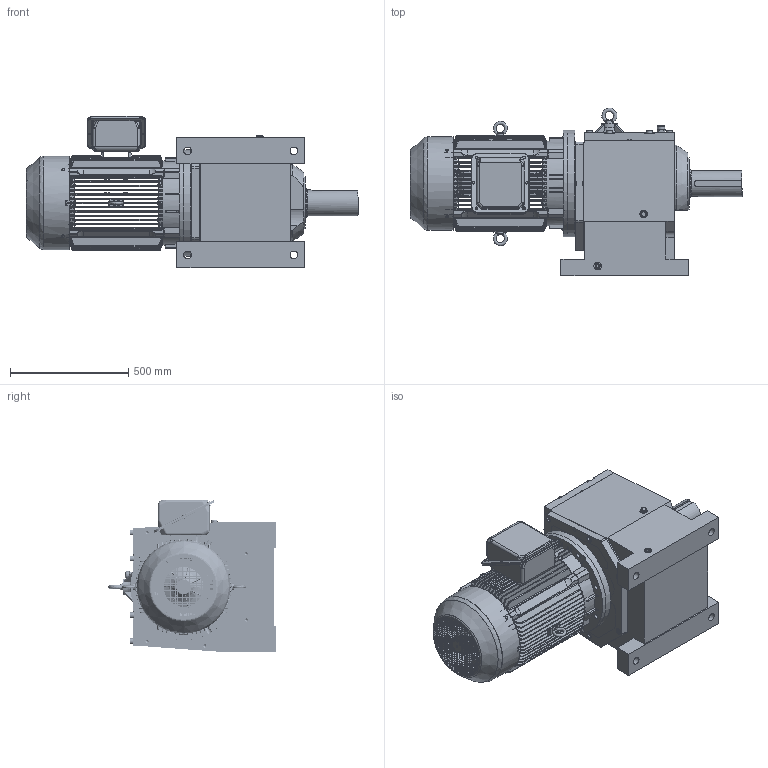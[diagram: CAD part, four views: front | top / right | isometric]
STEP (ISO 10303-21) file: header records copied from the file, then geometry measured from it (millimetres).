
FILE_DESCRIPTION (( 'STEP AP214' ), '1' );
FILE_NAME ('EK2DO07276.stp', '2024-09-27T04:06:32', ( '' ), ( '' ), 'SwSTEP 2.0', 'SolidWorks 2022', '' );
FILE_SCHEMA (( 'AUTOMOTIVE_DESIGN' ));
Length unit declared in the file: millimetre
Products named in the file (1): EK2DO07276
Bounding box: 1404.5 x 708.89 x 642.36 mm (x, y, z)
Surface area: 4954337.2 mm2 (no closed solid volume)
Topology: 0 solids, 69 shells, 3853 faces, 18023 edges, 13942 vertices
Faces by surface type: plane 1937, cylinder 1128, bspline 712, cone 76
Full cylindrical faces by diameter (mm): 2.6 x2, 2.7 x2, 4 x2, 6 x6, 8 x4, 9 x1, 10.917 x2, 14 x2, 19 x8, 20.376 x3, 24 x8, 26 x1, 27 x1, 28 x1, 30 x2, 31.4 x1, 32 x6, 33 x4, 33.4 x1, 65 x1, 70 x1, 110 x1, 125 x1, 130 x1, 220 x1, 392 x1, 395.2 x1, 450 x2
Entity records: 285225 total; most frequent: CARTESIAN_POINT 109233, DIRECTION 25792, ORIENTED_EDGE 24159, EDGE_CURVE 17855, VERTEX_POINT 13892, LINE 9682, VECTOR 9682, AXIS2_PLACEMENT_3D 8055
